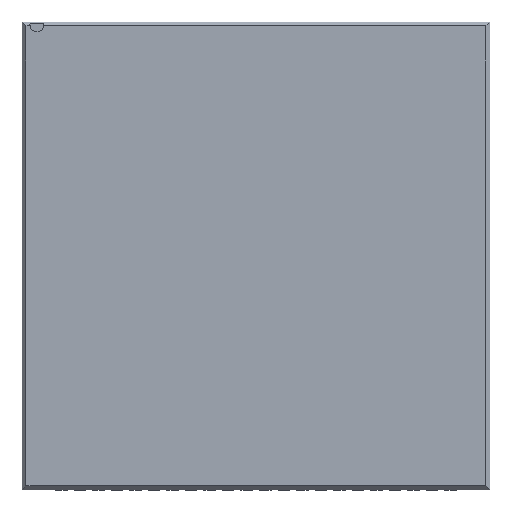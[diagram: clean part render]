
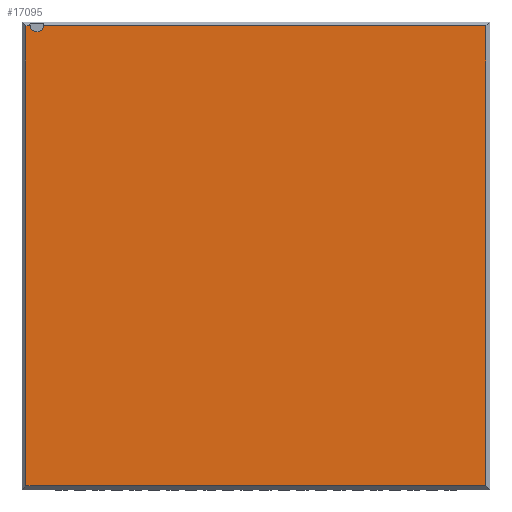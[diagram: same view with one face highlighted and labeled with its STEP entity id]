
A CAD part, top view. The second image highlights one B-rep face of the part: STEP entity #17095.
In plain terms, the highlighted planar face has unit normal (0, 0, 1).
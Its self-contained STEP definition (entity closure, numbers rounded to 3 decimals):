
#150=CIRCLE('',#18128,0.15);
#770=FACE_OUTER_BOUND('',#1667,.T.);
#1667=EDGE_LOOP('',(#12379,#12380,#12381,#12382,#12383,#12384));
#3092=LINE('',#25189,#5238);
#3093=LINE('',#25191,#5239);
#3094=LINE('',#25193,#5240);
#3095=LINE('',#25195,#5241);
#3096=LINE('',#25196,#5242);
#5238=VECTOR('',#20714,1.);
#5239=VECTOR('',#20715,1.);
#5240=VECTOR('',#20716,1.);
#5241=VECTOR('',#20717,1.);
#5242=VECTOR('',#20718,1.);
#7120=VERTEX_POINT('',#25178);
#7122=VERTEX_POINT('',#25182);
#7123=VERTEX_POINT('',#25188);
#7124=VERTEX_POINT('',#25190);
#7125=VERTEX_POINT('',#25192);
#7126=VERTEX_POINT('',#25194);
#8994=EDGE_CURVE('',#7120,#7122,#150,.T.);
#8996=EDGE_CURVE('',#7123,#7122,#3092,.T.);
#8997=EDGE_CURVE('',#7124,#7123,#3093,.T.);
#8998=EDGE_CURVE('',#7125,#7124,#3094,.T.);
#8999=EDGE_CURVE('',#7126,#7125,#3095,.T.);
#9000=EDGE_CURVE('',#7120,#7126,#3096,.T.);
#12379=ORIENTED_EDGE('',*,*,#8994,.T.);
#12380=ORIENTED_EDGE('',*,*,#8996,.F.);
#12381=ORIENTED_EDGE('',*,*,#8997,.F.);
#12382=ORIENTED_EDGE('',*,*,#8998,.F.);
#12383=ORIENTED_EDGE('',*,*,#8999,.F.);
#12384=ORIENTED_EDGE('',*,*,#9000,.F.);
#15310=PLANE('',#18130);
#17095=ADVANCED_FACE('',(#770),#15310,.T.);
#18128=AXIS2_PLACEMENT_3D('',#25184,#20707,#20708);
#18130=AXIS2_PLACEMENT_3D('',#25187,#20712,#20713);
#20707=DIRECTION('center_axis',(0.,0.,-1.));
#20708=DIRECTION('ref_axis',(1.,0.,0.));
#20712=DIRECTION('center_axis',(0.,0.,1.));
#20713=DIRECTION('ref_axis',(-1.,0.,0.));
#20714=DIRECTION('',(1.,0.,0.));
#20715=DIRECTION('',(0.,1.,0.));
#20716=DIRECTION('',(-1.,0.,0.));
#20717=DIRECTION('',(0.,-1.,0.));
#20718=DIRECTION('',(1.,0.,0.));
#25178=CARTESIAN_POINT('',(-4.582,4.965,0.9));
#25182=CARTESIAN_POINT('',(-4.878,4.965,0.9));
#25184=CARTESIAN_POINT('Origin',(-4.73,4.991,0.9));
#25187=CARTESIAN_POINT('Origin',(-5.05,5.05,0.9));
#25188=CARTESIAN_POINT('',(-4.965,4.965,0.9));
#25189=CARTESIAN_POINT('',(-0.001,4.965,0.9));
#25190=CARTESIAN_POINT('',(-4.965,-4.963,0.9));
#25191=CARTESIAN_POINT('',(-4.965,5.05,0.9));
#25192=CARTESIAN_POINT('',(4.963,-4.963,0.9));
#25193=CARTESIAN_POINT('',(-5.05,-4.963,0.9));
#25194=CARTESIAN_POINT('',(4.963,4.965,0.9));
#25195=CARTESIAN_POINT('',(4.963,0.001,0.9));
#25196=CARTESIAN_POINT('',(-0.001,4.965,0.9));
